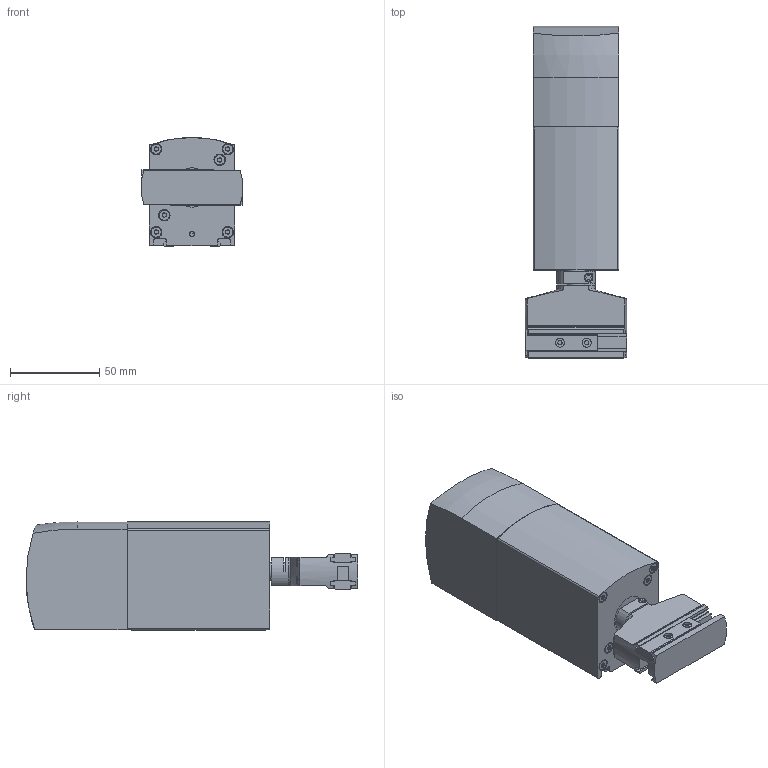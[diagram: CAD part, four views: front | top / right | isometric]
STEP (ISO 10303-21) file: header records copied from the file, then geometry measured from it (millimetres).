
FILE_DESCRIPTION(/* description */ ('STEP AP214'),/* implementation_level */ '2;1');
FILE_NAME(/* name */ '8099502_EHMD-40-RE-GE-16',/* time_stamp */ '2024-08-27T15:47:47+02:00',/* author */ ('License CC BY-ND 4.0'),/* organization */ ('CADENAS'),/* preprocessor_version */ 'ST-DEVELOPER v19.3',/* originating_system */ 'PARTsolutions',/* authorisation */ ' ');
FILE_SCHEMA (('AUTOMOTIVE_DESIGN {1 0 10303 214 3 1 1}'));
Length unit declared in the file: millimetre
Products named in the file (9): 8099502 EHMD-40-RE-GE-16---(0_0); 4945434 EHMD-40-RE-GE---(B); 8099502 EHMD-40-RE-GE-16---(G); 8107814 EHMD-40-RE-GE-16---(J); 4736707 EMMS-ST-42-MQ-SE; 4980826 EMMS-ST-28-S2P-SE; 4788875 EHMD-40---(s); 8077988 EHMD-40-RE-GE---(T); 8077987 EHMD-40-RE-GE---(cover)
Assembly tree (9 placements, depth 2):
  8099502 EHMD-40-RE-GE-16---(0_0)
    4945434 EHMD-40-RE-GE---(B)
    8099502 EHMD-40-RE-GE-16---(G)
    8107814 EHMD-40-RE-GE-16---(J)  x2
    4736707 EMMS-ST-42-MQ-SE
    4980826 EMMS-ST-28-S2P-SE
    4788875 EHMD-40---(s)
    8077988 EHMD-40-RE-GE---(T)
    8077987 EHMD-40-RE-GE---(cover)
Bounding box: 57 x 185.9 x 61 mm (x, y, z)
Volume: 265864.3 mm3; surface area: 111240.8 mm2
Topology: 9 solids, 9 shells, 748 faces, 1873 edges, 1227 vertices
Faces by surface type: plane 383, cylinder 310, cone 43, torus 12
Full cylindrical faces by diameter (mm): 1.5 x4, 2.013 x4, 2.459 x8, 2.5 x6, 2.7 x1, 3 x2, 3.8 x4, 4.2 x4, 4.5 x1, 5 x5, 5.5 x2, 5.6 x10, 6 x5, 8 x1, 8.3 x1, 9 x1, 10 x6, 11 x2, 12.5 x1, 13.5 x1, 22 x4
Entity records: 22044 total; most frequent: DIRECTION 3670, CARTESIAN_POINT 3619, ORIENTED_EDGE 3220, EDGE_CURVE 1610, AXIS2_PLACEMENT_3D 1388, VERTEX_POINT 1132, FACE_BOUND 912, EDGE_LOOP 904
